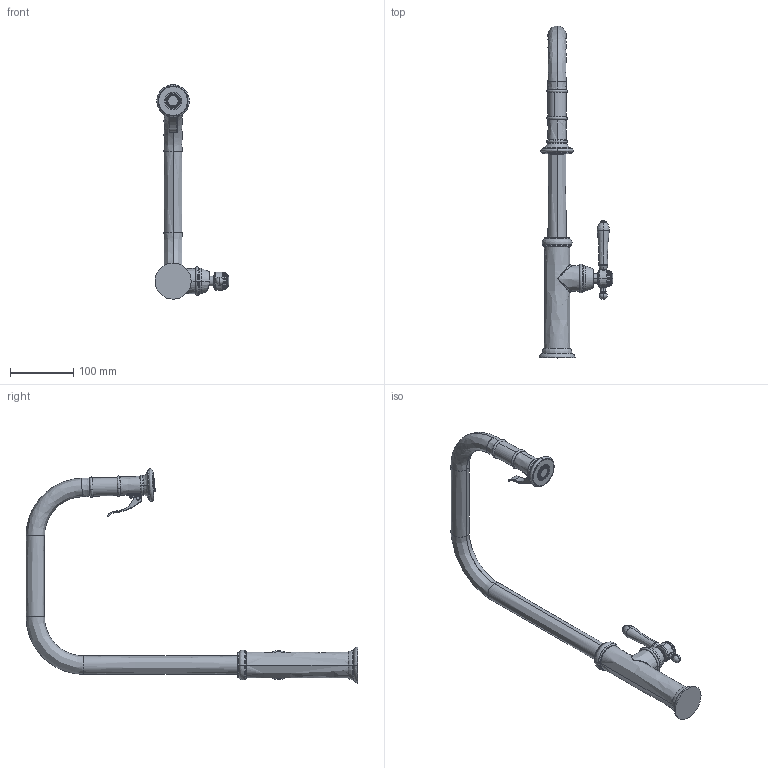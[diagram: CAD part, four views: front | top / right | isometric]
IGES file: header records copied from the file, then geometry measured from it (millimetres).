
Start section:  PTC IGES file: 1030-7173.igs
Global section: file name: 1030-7173.igs; native system: Creo Parametric by PTC Inc.; preprocessor: 2025093; author: SwamiS; organization: Unknown; date: 20250909.234825; units: inch
Bounding box: 116.72 x 523.24 x 338.09 mm (x, y, z)
Surface area: 118495.6 mm2 (no closed solid volume)
Topology: 0 solids, 0 shells, 481 faces, 2118 edges, 2112 vertices
Faces by surface type: revolution 359, bspline 122
